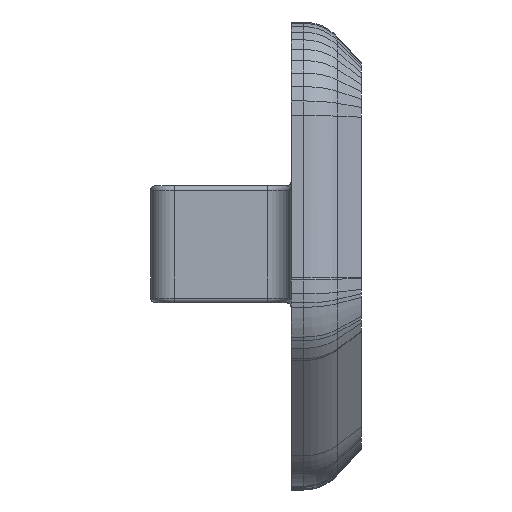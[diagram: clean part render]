
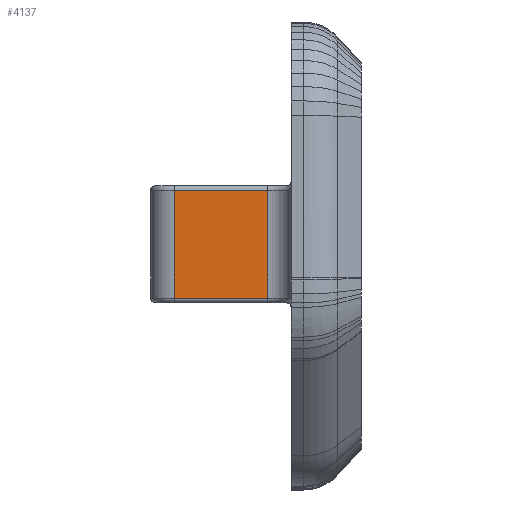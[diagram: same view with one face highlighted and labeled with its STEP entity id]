
A CAD part, left-side view. The second image highlights one B-rep face of the part: STEP entity #4137.
In plain terms, the highlighted planar face has unit normal (-1, 0, 0).
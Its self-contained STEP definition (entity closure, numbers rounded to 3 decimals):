
#462=FACE_OUTER_BOUND('',#733,.T.);
#733=EDGE_LOOP('',(#2775,#2776,#2777,#2778));
#1020=LINE('',#6257,#1383);
#1021=LINE('',#6260,#1384);
#1022=LINE('',#6262,#1385);
#1023=LINE('',#6263,#1386);
#1383=VECTOR('',#4943,10.);
#1384=VECTOR('',#4946,10.);
#1385=VECTOR('',#4947,10.);
#1386=VECTOR('',#4948,10.);
#1748=VERTEX_POINT('',#6250);
#1751=VERTEX_POINT('',#6255);
#1752=VERTEX_POINT('',#6259);
#1753=VERTEX_POINT('',#6261);
#2130=EDGE_CURVE('',#1748,#1751,#1020,.T.);
#2131=EDGE_CURVE('',#1752,#1748,#1021,.T.);
#2132=EDGE_CURVE('',#1751,#1753,#1022,.T.);
#2133=EDGE_CURVE('',#1753,#1752,#1023,.T.);
#2775=ORIENTED_EDGE('',*,*,#2131,.T.);
#2776=ORIENTED_EDGE('',*,*,#2130,.T.);
#2777=ORIENTED_EDGE('',*,*,#2132,.T.);
#2778=ORIENTED_EDGE('',*,*,#2133,.T.);
#4022=PLANE('',#4432);
#4137=ADVANCED_FACE('',(#462),#4022,.F.);
#4432=AXIS2_PLACEMENT_3D('',#6258,#4944,#4945);
#4943=DIRECTION('',(0.,0.,1.));
#4944=DIRECTION('center_axis',(1.,0.,0.));
#4945=DIRECTION('ref_axis',(0.,0.,-1.));
#4946=DIRECTION('',(0.,-1.,0.));
#4947=DIRECTION('',(0.,1.,0.));
#4948=DIRECTION('',(0.,0.,-1.));
#6250=CARTESIAN_POINT('',(15.1,4.,8.2));
#6255=CARTESIAN_POINT('',(15.1,4.,12.8));
#6257=CARTESIAN_POINT('',(15.1,4.,11.5));
#6258=CARTESIAN_POINT('Origin',(15.1,3.,13.));
#6259=CARTESIAN_POINT('',(15.1,8.,8.2));
#6260=CARTESIAN_POINT('',(15.1,3.,8.2));
#6261=CARTESIAN_POINT('',(15.1,8.,12.8));
#6262=CARTESIAN_POINT('',(15.1,3.,12.8));
#6263=CARTESIAN_POINT('',(15.1,8.,11.75));
